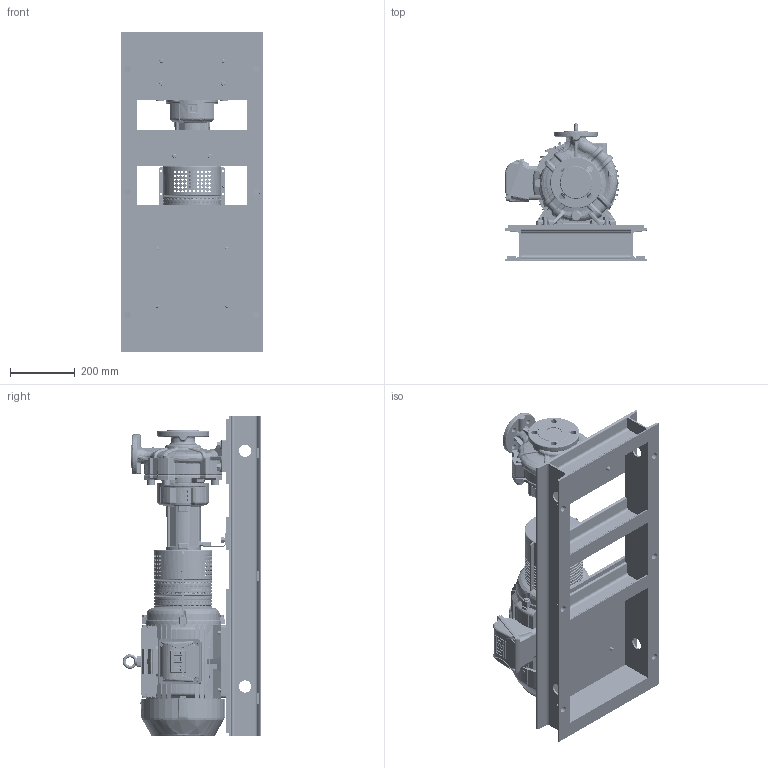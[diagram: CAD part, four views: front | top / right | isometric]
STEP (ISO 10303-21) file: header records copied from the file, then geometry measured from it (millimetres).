
FILE_DESCRIPTION (( 'STEP AP203' ), '1' );
FILE_NAME ('3325227 - NL-HE 2x1.25x6-10-213_5T-460-2-TEFC.step', '2020-12-22T20:31:01', ( '' ), ( '' ), 'SwSTEP 2.0', 'SolidWorks 2020', '' );
FILE_SCHEMA (( 'CONFIG_CONTROL_DESIGN' ));
Length unit declared in the file: inch
Products named in the file (21): 3322660 - 3_8in x 0.812in OD ZINC STEEL FLAT WASHER[stp]_98023A031; CONF - BOLT - [1_2in-13][stp]_3323258 - 1_2in-13 x 1.5in A307 HD GALV HEX BOLT; COUPLING GRD[stp]_3323307 - NL-HE COUPLING GUARD ASSEMBLY SG.25; MOT PLATE[stp]_MOT PLATE #7; 9149643 - Atmos GIGA-N 2x1.25x6-D-L4; 3325227 - NL-HE 2x1.25x6-10-213_5T-460-2-TEFC; 10# C CHANNEL[stp]_####### - 10# x 13.5in; PE PLATE[stp]_P.E PLATE #6; BASE 10# ASSY[stp]_3323292 - NL-HE BASE #4 - BASEKIT 45B; 4107249 - 1_2COUPLING GUARD-PP-SG.25[stp]; 10# C CHANNEL[stp]_####### - 10# x 39in; CONF - BOLT - [1_2in-13][stp]_3323256 - 1_2in-13 x 1in (FT) A307 HD GALV HEX BOLT; 3322658 - 1_2in x 1.062in OD ZINC STEEL FLAT WASHER[stp]_91860A033; BBRCKT PLATE[stp]_B.B PLATE #6; 2710388 - NEMA H2 10HP 215T 3~208-230_460 TEFC[stp]; 10# ANGLE WASHER[stp]; BASE 10#[stp]_3322637 - NL-HE RAW BASE #4-182_4T, 213_5T; CONF - BOLT - [3_8in-16][stp]_3323255 - 3_8in-16 x 1.5in A307 HD GALV HEX BOLT; 2 POLE[stp]_2710388 - NEMA H2 10HP 215T 3~208-230_460 TEFC; DRILLING[stp]_3322986 - NL-HE BASE #4 DRILLED - 45
Assembly tree (43 placements, depth 4):
  3325227 - NL-HE 2x1.25x6-10-213_5T-460-2-TEFC
    9149643 - Atmos GIGA-N 2x1.25x6-D-L4
    2 POLE[stp]_2710388 - NEMA H2 10HP 215T 3~208-230_460 TEFC
      2710388 - NEMA H2 10HP 215T 3~208-230_460 TEFC[stp]
    BASE 10# ASSY[stp]_3323292 - NL-HE BASE #4 - BASEKIT 45B
      BASE 10#[stp]_3322637 - NL-HE RAW BASE #4-182_4T, 213_5T
        10# C CHANNEL[stp]_####### - 10# x 39in
        10# C CHANNEL[stp]_####### - 10# x 13.5in  x4
        PE PLATE[stp]_P.E PLATE #6
        BBRCKT PLATE[stp]_B.B PLATE #6
        MOT PLATE[stp]_MOT PLATE #7
        10# C CHANNEL[stp]_####### - 10# x 39in
        10# ANGLE WASHER[stp]  x6
      CONF - BOLT - [1_2in-13][stp]_3323258 - 1_2in-13 x 1.5in A307 HD GALV HEX BOLT  x4
      3322658 - 1_2in x 1.062in OD ZINC STEEL FLAT WASHER[stp]_91860A033  x6
      CONF - BOLT - [1_2in-13][stp]_3323256 - 1_2in-13 x 1in (FT) A307 HD GALV HEX BOLT  x2
      CONF - BOLT - [3_8in-16][stp]_3323255 - 3_8in-16 x 1.5in A307 HD GALV HEX BOLT  x4
      3322660 - 3_8in x 0.812in OD ZINC STEEL FLAT WASHER[stp]_98023A031  x4
    COUPLING GRD[stp]_3323307 - NL-HE COUPLING GUARD ASSEMBLY SG.25
      4107249 - 1_2COUPLING GUARD-PP-SG.25[stp]  x2
  DRILLING[stp]_3322986 - NL-HE BASE #4 DRILLED - 45
Bounding box: 439.6 x 429 x 991.49 mm (x, y, z)
Volume: 36225834.9 mm3; surface area: 3750742.6 mm2
Topology: 41 solids, 45 shells, 8547 faces, 20886 edges, 12637 vertices
Faces by surface type: bspline 3172, plane 2633, cylinder 1675, cone 855, sphere 196, torus 16
Entity records: 405171 total; most frequent: CARTESIAN_POINT 264079, ORIENTED_EDGE 33818, DIRECTION 21036, EDGE_CURVE 16909, VERTEX_POINT 10322, EDGE_LOOP 7495, AXIS2_PLACEMENT_3D 7275, FACE_OUTER_BOUND 6935
